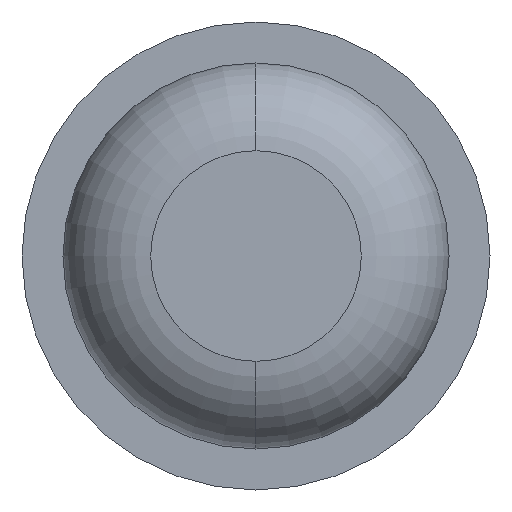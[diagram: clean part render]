
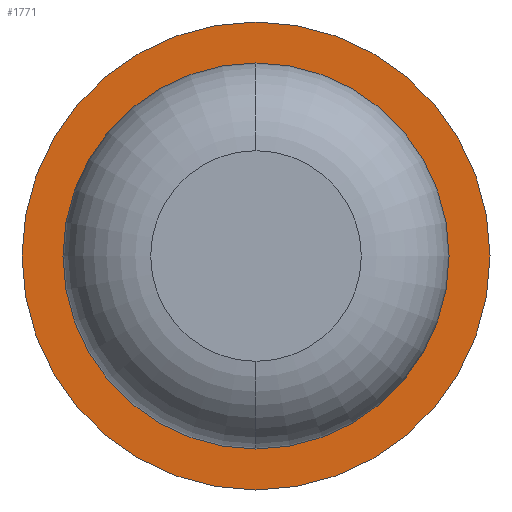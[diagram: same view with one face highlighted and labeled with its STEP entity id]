
A CAD part, front view. The second image highlights one B-rep face of the part: STEP entity #1771.
In plain terms, the highlighted planar face has unit normal (0, -1, 0).
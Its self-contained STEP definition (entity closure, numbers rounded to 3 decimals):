
#1 = DIRECTION ( 'NONE',  ( -1., 0., 0. ) ) ;
#16 = CIRCLE ( 'NONE', #3523, 0.825 ) ;
#71 = DIRECTION ( 'NONE',  ( -1., 0., 0. ) ) ;
#339 = DIRECTION ( 'NONE',  ( -1., 0., 0. ) ) ;
#655 = ORIENTED_EDGE ( 'NONE', *, *, #3563, .T. ) ;
#686 = AXIS2_PLACEMENT_3D ( 'NONE', #3333, #3649, #1 ) ;
#730 = CIRCLE ( 'NONE', #686, 0.825 ) ;
#1013 = AXIS2_PLACEMENT_3D ( 'NONE', #2142, #3585, #71 ) ;
#1083 = DIRECTION ( 'NONE',  ( -1., 0., 0. ) ) ;
#1091 = EDGE_LOOP ( 'NONE', ( #1871, #3439 ) ) ;
#1286 = EDGE_CURVE ( 'Defeature ausgef�hrt1_2+Defeature ausgef�hrt1_1+Defeature ausgef�hrt1_1+Defeature ausgef�hrt1_1', #2550, #2400, #2898, .T. ) ;
#1301 = DIRECTION ( 'NONE',  ( 0., 1., 0. ) ) ;
#1770 = AXIS2_PLACEMENT_3D ( 'NONE', #2587, #2010, #1083 ) ;
#1771 = ADVANCED_FACE ( 'Defeature ausgef�hrt1_1', ( #3052, #2106 ), #3448, .F. ) ;
#1871 = ORIENTED_EDGE ( 'NONE', *, *, #1286, .F. ) ;
#2010 = DIRECTION ( 'NONE',  ( 0., 1., 0. ) ) ;
#2103 = EDGE_CURVE ( 'Defeature ausgef�hrt1_1+Defeature ausgef�hrt1_4+Defeature ausgef�hrt1_4+Defeature ausgef�hrt1_4', #3012, #2155, #730, .T. ) ;
#2106 = FACE_BOUND ( 'NONE', #3584, .T. ) ;
#2116 = CARTESIAN_POINT ( 'NONE',  ( 0., -2., -0.825 ) ) ;
#2142 = CARTESIAN_POINT ( 'NONE',  ( 0., -2., 0. ) ) ;
#2155 = VERTEX_POINT ( 'NONE', #2116 ) ;
#2268 = ORIENTED_EDGE ( 'NONE', *, *, #2103, .T. ) ;
#2397 = CARTESIAN_POINT ( 'NONE',  ( 0., -2., 0. ) ) ;
#2400 = VERTEX_POINT ( 'NONE', #2967 ) ;
#2500 = EDGE_CURVE ( 'Defeature ausgef�hrt1_2+Defeature ausgef�hrt1_1+Defeature ausgef�hrt1_1+Defeature ausgef�hrt1_1', #2400, #2550, #2585, .T. ) ;
#2502 = CARTESIAN_POINT ( 'NONE',  ( -1., -2., 0. ) ) ;
#2510 = CARTESIAN_POINT ( 'NONE',  ( 0., -2., 0.825 ) ) ;
#2550 = VERTEX_POINT ( 'NONE', #2502 ) ;
#2585 = CIRCLE ( 'NONE', #3908, 1. ) ;
#2587 = CARTESIAN_POINT ( 'NONE',  ( 0.825, -2., 0. ) ) ;
#2898 = CIRCLE ( 'NONE', #1013, 1. ) ;
#2967 = CARTESIAN_POINT ( 'NONE',  ( 1., -2., 0. ) ) ;
#3012 = VERTEX_POINT ( 'NONE', #2510 ) ;
#3052 = FACE_OUTER_BOUND ( 'NONE', #1091, .T. ) ;
#3077 = CARTESIAN_POINT ( 'NONE',  ( 0., -2., 0. ) ) ;
#3333 = CARTESIAN_POINT ( 'NONE',  ( 0., -2., 0. ) ) ;
#3439 = ORIENTED_EDGE ( 'NONE', *, *, #2500, .F. ) ;
#3448 = PLANE ( 'NONE',  #1770 ) ;
#3523 = AXIS2_PLACEMENT_3D ( 'NONE', #2397, #3589, #3886 ) ;
#3563 = EDGE_CURVE ( 'Defeature ausgef�hrt1_1+Defeature ausgef�hrt1_4+Defeature ausgef�hrt1_4+Defeature ausgef�hrt1_4', #2155, #3012, #16, .T. ) ;
#3584 = EDGE_LOOP ( 'NONE', ( #2268, #655 ) ) ;
#3585 = DIRECTION ( 'NONE',  ( 0., 1., 0. ) ) ;
#3589 = DIRECTION ( 'NONE',  ( 0., 1., 0. ) ) ;
#3649 = DIRECTION ( 'NONE',  ( 0., 1., 0. ) ) ;
#3886 = DIRECTION ( 'NONE',  ( -1., 0., 0. ) ) ;
#3908 = AXIS2_PLACEMENT_3D ( 'NONE', #3077, #1301, #339 ) ;
